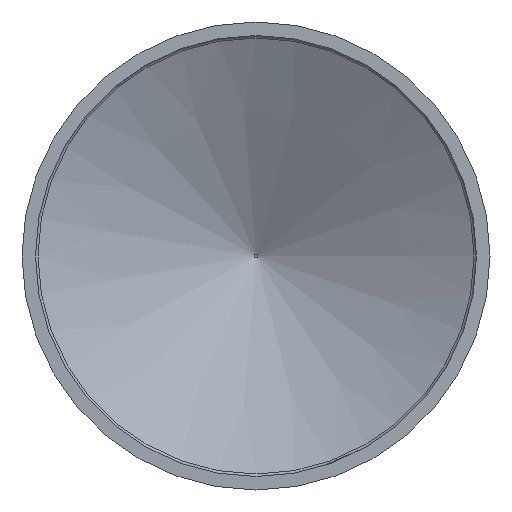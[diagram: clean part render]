
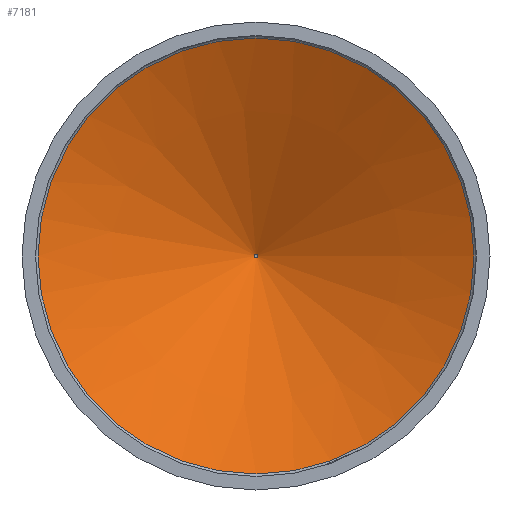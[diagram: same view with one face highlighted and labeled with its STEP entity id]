
A CAD part, front view. The second image highlights one B-rep face of the part: STEP entity #7181.
In plain terms, the highlighted conical face has half-angle 63.828 degrees and reference radius 0.221 mm.
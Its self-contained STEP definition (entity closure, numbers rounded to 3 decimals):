
#78 = CARTESIAN_POINT ( 'NONE',  ( 0., 12.654, 0. ) ) ;
#166 = CARTESIAN_POINT ( 'NONE',  ( 0.221, 24.449, 0. ) ) ;
#727 = AXIS2_PLACEMENT_3D ( 'NONE', #8620, #2342, #5769 ) ;
#1431 = VERTEX_POINT ( 'NONE', #8390 ) ;
#1452 = DIRECTION ( 'NONE',  ( 1., 0., 0. ) ) ;
#1843 = ORIENTED_EDGE ( 'NONE', *, *, #3782, .F. ) ;
#1882 = FACE_BOUND ( 'NONE', #1960, .T. ) ;
#1960 = EDGE_LOOP ( 'NONE', ( #1843 ) ) ;
#1985 = CONICAL_SURFACE ( 'NONE', #2073, 0.221, 1.114 ) ;
#2073 = AXIS2_PLACEMENT_3D ( 'NONE', #2181, #7848, #3037 ) ;
#2181 = CARTESIAN_POINT ( 'NONE',  ( 0., 24.449, 0. ) ) ;
#2342 = DIRECTION ( 'NONE',  ( 0., -1., 0. ) ) ;
#2346 = EDGE_LOOP ( 'NONE', ( #6494 ) ) ;
#2951 = EDGE_CURVE ( 'NONE', #1431, #1431, #8895, .T. ) ;
#3037 = DIRECTION ( 'NONE',  ( 1., 0., 0. ) ) ;
#3687 = FACE_OUTER_BOUND ( 'NONE', #2346, .T. ) ;
#3782 = EDGE_CURVE ( 'NONE', #5607, #5607, #8248, .T. ) ;
#4960 = DIRECTION ( 'NONE',  ( 0., -1., 0. ) ) ;
#5607 = VERTEX_POINT ( 'NONE', #166 ) ;
#5769 = DIRECTION ( 'NONE',  ( 1., 0., 0. ) ) ;
#6015 = AXIS2_PLACEMENT_3D ( 'NONE', #78, #4960, #1452 ) ;
#6494 = ORIENTED_EDGE ( 'NONE', *, *, #2951, .T. ) ;
#7181 = ADVANCED_FACE ( 'NONE', ( #3687, #1882 ), #1985, .F. ) ;
#7848 = DIRECTION ( 'NONE',  ( 0., -1., 0. ) ) ;
#8248 = CIRCLE ( 'NONE', #727, 0.221 ) ;
#8390 = CARTESIAN_POINT ( 'NONE',  ( 24.221, 12.654, 0. ) ) ;
#8620 = CARTESIAN_POINT ( 'NONE',  ( 0., 24.449, 0. ) ) ;
#8895 = CIRCLE ( 'NONE', #6015, 24.221 ) ;
